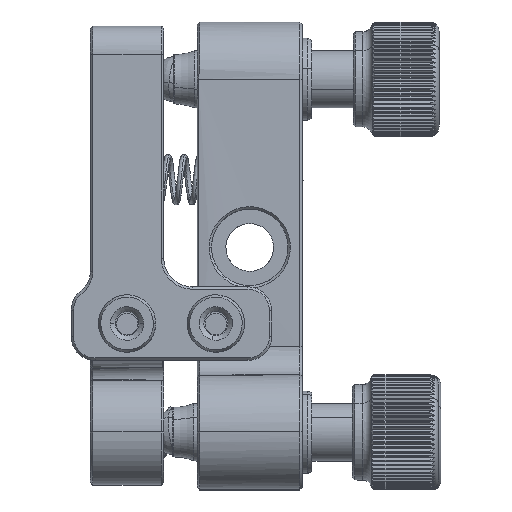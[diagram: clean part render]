
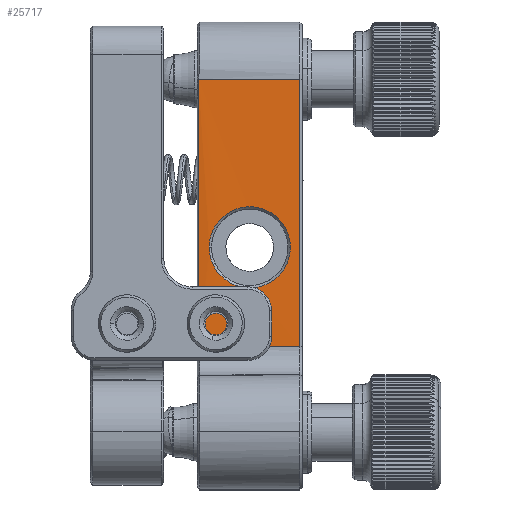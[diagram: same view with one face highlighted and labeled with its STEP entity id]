
A CAD part, top view. The second image highlights one B-rep face of the part: STEP entity #25717.
In plain terms, the highlighted planar face has unit normal (0, 0, 1).
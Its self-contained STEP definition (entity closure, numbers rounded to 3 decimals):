
#270 = CARTESIAN_POINT ( 'NONE',  ( -12.354, -8.638, 36.5 ) ) ;
#809 = B_SPLINE_CURVE_WITH_KNOTS ( 'NONE', 3,
 ( #45960, #12461, #24345, #32719, #4600, #12982, #25129, #16776, #29158, #33248, #28905, #40825, #270, #12722, #8902, #45689, #8633, #21073 ),
 .UNSPECIFIED., .F., .F.,
 ( 4, 2, 2, 2, 2, 2, 2, 2, 4 ),
 ( 0., 0.125, 0.25, 0.375, 0.5, 0.625, 0.75, 0.875, 1. ),
 .UNSPECIFIED. ) ;
#1122 = ORIENTED_EDGE ( 'NONE', *, *, #16495, .F. ) ;
#1588 = ORIENTED_EDGE ( 'NONE', *, *, #35004, .T. ) ;
#2938 = VERTEX_POINT ( 'NONE', #49025 ) ;
#3215 = CARTESIAN_POINT ( 'NONE',  ( -4.492, 5.564, 36.5 ) ) ;
#3771 = AXIS2_PLACEMENT_3D ( 'NONE', #33769, #21602, #5132 ) ;
#4600 = CARTESIAN_POINT ( 'NONE',  ( -6.343, -9.424, 36.5 ) ) ;
#4967 = CARTESIAN_POINT ( 'NONE',  ( -13.992, -12.036, 36.5 ) ) ;
#5132 = DIRECTION ( 'NONE',  ( -1., 0., 0. ) ) ;
#5360 = EDGE_CURVE ( 'NONE', #44422, #35738, #26385, .T. ) ;
#5771 = CARTESIAN_POINT ( 'NONE',  ( -14.992, -3.77, 36.5 ) ) ;
#6197 = CARTESIAN_POINT ( 'NONE',  ( -7.13, -15.435, 36.5 ) ) ;
#6463 = CARTESIAN_POINT ( 'NONE',  ( -6.028, -14.177, 36.5 ) ) ;
#8402 = ORIENTED_EDGE ( 'NONE', *, *, #43403, .F. ) ;
#8633 = CARTESIAN_POINT ( 'NONE',  ( -13.992, -11.48, 36.5 ) ) ;
#8902 = CARTESIAN_POINT ( 'NONE',  ( -13.455, -9.896, 36.5 ) ) ;
#9159 = CARTESIAN_POINT ( 'NONE',  ( -12.354, -15.435, 36.5 ) ) ;
#9316 = ORIENTED_EDGE ( 'NONE', *, *, #14254, .F. ) ;
#10515 = CARTESIAN_POINT ( 'NONE',  ( -6.343, -14.648, 36.5 ) ) ;
#11155 = ORIENTED_EDGE ( 'NONE', *, *, #5360, .T. ) ;
#12461 = CARTESIAN_POINT ( 'NONE',  ( -5.492, -11.48, 36.5 ) ) ;
#12716 = PLANE ( 'NONE',  #3771 ) ;
#12722 = CARTESIAN_POINT ( 'NONE',  ( -13.14, -9.424, 36.5 ) ) ;
#12982 = CARTESIAN_POINT ( 'NONE',  ( -7.13, -8.638, 36.5 ) ) ;
#13244 = CARTESIAN_POINT ( 'NONE',  ( -13.992, -12.593, 36.5 ) ) ;
#14060 = CARTESIAN_POINT ( 'NONE',  ( -13.455, -14.177, 36.5 ) ) ;
#14254 = EDGE_CURVE ( 'NONE', #46706, #26903, #41761, .T. ) ;
#14326 = CARTESIAN_POINT ( 'NONE',  ( -5.492, -12.036, 36.5 ) ) ;
#14395 = CARTESIAN_POINT ( 'NONE',  ( -4.492, -13.103, 36.5 ) ) ;
#14693 = CARTESIAN_POINT ( 'NONE',  ( -14.992, -22.436, 36.5 ) ) ;
#15345 = CARTESIAN_POINT ( 'NONE',  ( -5.492, -12.036, 36.5 ) ) ;
#16495 = EDGE_CURVE ( 'NONE', #26903, #46706, #809, .T. ) ;
#16776 = CARTESIAN_POINT ( 'NONE',  ( -8.629, -7.897, 36.5 ) ) ;
#17826 = CARTESIAN_POINT ( 'NONE',  ( -14.992, -22.436, 36.5 ) ) ;
#17831 = CARTESIAN_POINT ( 'NONE',  ( -11.882, -15.75, 36.5 ) ) ;
#18361 = CARTESIAN_POINT ( 'NONE',  ( -5.602, -13.149, 36.5 ) ) ;
#18431 = CARTESIAN_POINT ( 'NONE',  ( -4.492, -3.77, 36.5 ) ) ;
#18865 = CARTESIAN_POINT ( 'NONE',  ( -4.492, 5.564, 36.5 ) ) ;
#19427 = CARTESIAN_POINT ( 'NONE',  ( -5.492, -12.593, 36.5 ) ) ;
#19437 = CARTESIAN_POINT ( 'NONE',  ( -7.992, 5.564, 36.5 ) ) ;
#19824 = B_SPLINE_CURVE_WITH_KNOTS ( 'NONE', 3,
 ( #36175, #45110, #19437, #3215 ),
 .UNSPECIFIED., .F., .F.,
 ( 4, 4 ),
 ( 0., 1. ),
 .UNSPECIFIED. ) ;
#21073 = CARTESIAN_POINT ( 'NONE',  ( -13.992, -12.036, 36.5 ) ) ;
#21602 = DIRECTION ( 'NONE',  ( 0., 0., -1. ) ) ;
#21866 = CARTESIAN_POINT ( 'NONE',  ( -11.492, -22.436, 36.5 ) ) ;
#24345 = CARTESIAN_POINT ( 'NONE',  ( -5.602, -10.924, 36.5 ) ) ;
#25119 = CARTESIAN_POINT ( 'NONE',  ( -7.601, -15.75, 36.5 ) ) ;
#25129 = CARTESIAN_POINT ( 'NONE',  ( -7.601, -8.323, 36.5 ) ) ;
#25326 = CARTESIAN_POINT ( 'NONE',  ( -15.117, -22.436, 36.375 ) ) ;
#25660 = CARTESIAN_POINT ( 'NONE',  ( -9.185, -16.286, 36.5 ) ) ;
#25717 = ADVANCED_FACE ( 'NONE', ( #37023, #53533 ), #12716, .F. ) ;
#26301 = CARTESIAN_POINT ( 'NONE',  ( -14.992, -13.103, 36.5 ) ) ;
#26385 = B_SPLINE_CURVE_WITH_KNOTS ( 'NONE', 3,
 ( #27360, #5771, #26301, #14693 ),
 .UNSPECIFIED., .F., .F.,
 ( 4, 4 ),
 ( 0., 1. ),
 .UNSPECIFIED. ) ;
#26903 = VERTEX_POINT ( 'NONE', #15345 ) ;
#27129 = B_SPLINE_CURVE_WITH_KNOTS ( 'NONE', 3,
 ( #30031, #18431, #14395, #30842 ),
 .UNSPECIFIED., .F., .F.,
 ( 4, 4 ),
 ( 0., 1. ),
 .UNSPECIFIED. ) ;
#27360 = CARTESIAN_POINT ( 'NONE',  ( -14.992, 5.564, 36.5 ) ) ;
#28905 = CARTESIAN_POINT ( 'NONE',  ( -10.854, -7.897, 36.5 ) ) ;
#29158 = CARTESIAN_POINT ( 'NONE',  ( -9.185, -7.786, 36.5 ) ) ;
#30031 = CARTESIAN_POINT ( 'NONE',  ( -4.492, 5.564, 36.5 ) ) ;
#30227 = CARTESIAN_POINT ( 'NONE',  ( -13.992, -12.036, 36.5 ) ) ;
#30499 = CARTESIAN_POINT ( 'NONE',  ( -10.298, -16.286, 36.5 ) ) ;
#30842 = CARTESIAN_POINT ( 'NONE',  ( -4.492, -22.436, 36.5 ) ) ;
#31886 = EDGE_LOOP ( 'NONE', ( #11155, #1588, #34185, #8402 ) ) ;
#32719 = CARTESIAN_POINT ( 'NONE',  ( -6.028, -9.896, 36.5 ) ) ;
#33248 = CARTESIAN_POINT ( 'NONE',  ( -10.298, -7.786, 36.5 ) ) ;
#33769 = CARTESIAN_POINT ( 'NONE',  ( -15.242, 11.564, 36.5 ) ) ;
#34185 = ORIENTED_EDGE ( 'NONE', *, *, #36574, .F. ) ;
#35004 = EDGE_CURVE ( 'NONE', #35738, #2938, #51251, .T. ) ;
#35738 = VERTEX_POINT ( 'NONE', #25326 ) ;
#36175 = CARTESIAN_POINT ( 'NONE',  ( -14.992, 5.564, 36.5 ) ) ;
#36574 = EDGE_CURVE ( 'NONE', #44342, #2938, #27129, .T. ) ;
#37023 = FACE_OUTER_BOUND ( 'NONE', #31886, .T. ) ;
#38984 = CARTESIAN_POINT ( 'NONE',  ( -15.117, 5.564, 36.375 ) ) ;
#40825 = CARTESIAN_POINT ( 'NONE',  ( -11.882, -8.323, 36.5 ) ) ;
#41761 = B_SPLINE_CURVE_WITH_KNOTS ( 'NONE', 3,
 ( #30227, #13244, #51093, #14060, #46228, #9159, #17831, #46763, #30499, #25660, #47039, #25119, #6197, #10515, #6463, #18361, #19427, #14326 ),
 .UNSPECIFIED., .F., .F.,
 ( 4, 2, 2, 2, 2, 2, 2, 2, 4 ),
 ( 0., 0.125, 0.25, 0.375, 0.5, 0.625, 0.75, 0.875, 1. ),
 .UNSPECIFIED. ) ;
#41948 = EDGE_LOOP ( 'NONE', ( #1122, #9316 ) ) ;
#42151 = CARTESIAN_POINT ( 'NONE',  ( -4.492, -22.436, 36.5 ) ) ;
#43403 = EDGE_CURVE ( 'NONE', #44422, #44342, #19824, .T. ) ;
#44342 = VERTEX_POINT ( 'NONE', #18865 ) ;
#44422 = VERTEX_POINT ( 'NONE', #38984 ) ;
#45110 = CARTESIAN_POINT ( 'NONE',  ( -11.492, 5.564, 36.5 ) ) ;
#45675 = CARTESIAN_POINT ( 'NONE',  ( -7.992, -22.436, 36.5 ) ) ;
#45689 = CARTESIAN_POINT ( 'NONE',  ( -13.881, -10.924, 36.5 ) ) ;
#45960 = CARTESIAN_POINT ( 'NONE',  ( -5.492, -12.036, 36.5 ) ) ;
#46228 = CARTESIAN_POINT ( 'NONE',  ( -13.14, -14.648, 36.5 ) ) ;
#46706 = VERTEX_POINT ( 'NONE', #4967 ) ;
#46763 = CARTESIAN_POINT ( 'NONE',  ( -10.854, -16.176, 36.5 ) ) ;
#47039 = CARTESIAN_POINT ( 'NONE',  ( -8.629, -16.176, 36.5 ) ) ;
#49025 = CARTESIAN_POINT ( 'NONE',  ( -4.492, -22.436, 36.5 ) ) ;
#51093 = CARTESIAN_POINT ( 'NONE',  ( -13.881, -13.149, 36.5 ) ) ;
#51251 = B_SPLINE_CURVE_WITH_KNOTS ( 'NONE', 3,
 ( #17826, #21866, #45675, #42151 ),
 .UNSPECIFIED., .F., .F.,
 ( 4, 4 ),
 ( 0., 1. ),
 .UNSPECIFIED. ) ;
#53533 = FACE_BOUND ( 'NONE', #41948, .T. ) ;
